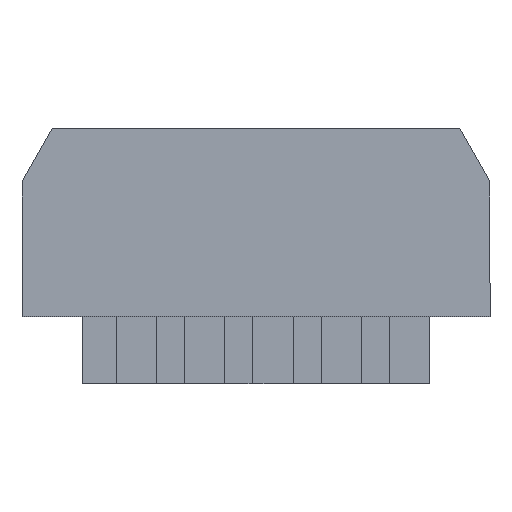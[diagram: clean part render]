
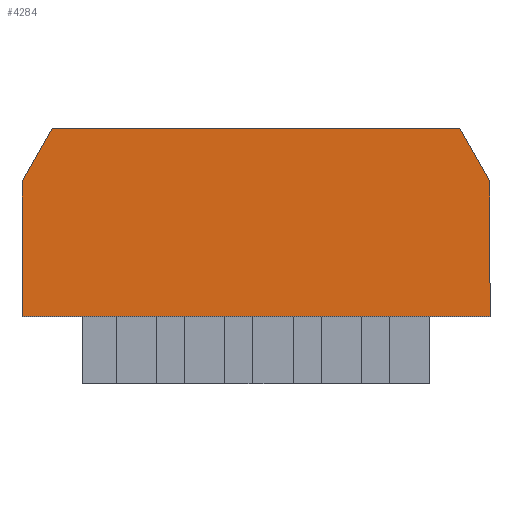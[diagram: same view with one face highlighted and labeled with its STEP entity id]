
A CAD part, top view. The second image highlights one B-rep face of the part: STEP entity #4284.
In plain terms, the highlighted planar face has unit normal (0, 0, 1).
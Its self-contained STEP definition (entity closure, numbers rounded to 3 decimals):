
#60 = VERTEX_POINT ( 'NONE', #3347 ) ;
#223 = LINE ( 'NONE', #1894, #3243 ) ;
#298 = DIRECTION ( 'NONE',  ( 0., 1., 0. ) ) ;
#343 = DIRECTION ( 'NONE',  ( 0., 0., 1. ) ) ;
#385 = DIRECTION ( 'NONE',  ( -0.49, 0.872, 0. ) ) ;
#493 = ORIENTED_EDGE ( 'NONE', *, *, #4867, .F. ) ;
#645 = CARTESIAN_POINT ( 'NONE',  ( 8.7, 0., 3. ) ) ;
#682 = ORIENTED_EDGE ( 'NONE', *, *, #2807, .F. ) ;
#696 = CARTESIAN_POINT ( 'NONE',  ( 8.7, -3.5, 3. ) ) ;
#898 = ORIENTED_EDGE ( 'NONE', *, *, #4614, .T. ) ;
#978 = VERTEX_POINT ( 'NONE', #1450 ) ;
#997 = VECTOR ( 'NONE', #4494, 1000. ) ;
#1004 = DIRECTION ( 'NONE',  ( 1., 0., 0. ) ) ;
#1341 = DIRECTION ( 'NONE',  ( 0.49, 0.872, 0. ) ) ;
#1450 = CARTESIAN_POINT ( 'NONE',  ( -7.575, 3.5, 3. ) ) ;
#1451 = PLANE ( 'NONE',  #1533 ) ;
#1533 = AXIS2_PLACEMENT_3D ( 'NONE', #1918, #343, #4230 ) ;
#1587 = LINE ( 'NONE', #2196, #2803 ) ;
#1665 = ORIENTED_EDGE ( 'NONE', *, *, #2813, .T. ) ;
#1813 = CARTESIAN_POINT ( 'NONE',  ( -8.7, 1.5, 3. ) ) ;
#1894 = CARTESIAN_POINT ( 'NONE',  ( -8.7, 0., 3. ) ) ;
#1918 = CARTESIAN_POINT ( 'NONE',  ( 0., 0., 3. ) ) ;
#2039 = VERTEX_POINT ( 'NONE', #4449 ) ;
#2080 = LINE ( 'NONE', #3598, #4491 ) ;
#2196 = CARTESIAN_POINT ( 'NONE',  ( 0., 3.5, 3. ) ) ;
#2334 = LINE ( 'NONE', #645, #4991 ) ;
#2575 = ORIENTED_EDGE ( 'NONE', *, *, #3675, .F. ) ;
#2614 = ORIENTED_EDGE ( 'NONE', *, *, #2639, .T. ) ;
#2639 = EDGE_CURVE ( 'NONE', #4350, #4732, #2334, .T. ) ;
#2791 = VERTEX_POINT ( 'NONE', #1813 ) ;
#2803 = VECTOR ( 'NONE', #1004, 1000. ) ;
#2807 = EDGE_CURVE ( 'NONE', #2791, #978, #4498, .T. ) ;
#2813 = EDGE_CURVE ( 'NONE', #60, #4350, #3722, .T. ) ;
#3243 = VECTOR ( 'NONE', #298, 1000. ) ;
#3324 = DIRECTION ( 'NONE',  ( 0., 1., 0. ) ) ;
#3347 = CARTESIAN_POINT ( 'NONE',  ( -8.7, -3.5, 3. ) ) ;
#3598 = CARTESIAN_POINT ( 'NONE',  ( 7.25, 4.078, 3. ) ) ;
#3670 = CARTESIAN_POINT ( 'NONE',  ( 0., -3.5, 3. ) ) ;
#3675 = EDGE_CURVE ( 'NONE', #60, #2791, #223, .T. ) ;
#3722 = LINE ( 'NONE', #3670, #997 ) ;
#3731 = CARTESIAN_POINT ( 'NONE',  ( 8.7, 1.5, 3. ) ) ;
#3946 = VECTOR ( 'NONE', #1341, 1000. ) ;
#4080 = CARTESIAN_POINT ( 'NONE',  ( -7.25, 4.078, 3. ) ) ;
#4230 = DIRECTION ( 'NONE',  ( 1., 0., 0. ) ) ;
#4284 = ADVANCED_FACE ( 'NONE', ( #4553 ), #1451, .T. ) ;
#4350 = VERTEX_POINT ( 'NONE', #696 ) ;
#4449 = CARTESIAN_POINT ( 'NONE',  ( 7.575, 3.5, 3. ) ) ;
#4491 = VECTOR ( 'NONE', #385, 1000. ) ;
#4494 = DIRECTION ( 'NONE',  ( 1., 0., 0. ) ) ;
#4498 = LINE ( 'NONE', #4080, #3946 ) ;
#4553 = FACE_OUTER_BOUND ( 'NONE', #4915, .T. ) ;
#4614 = EDGE_CURVE ( 'NONE', #4732, #2039, #2080, .T. ) ;
#4732 = VERTEX_POINT ( 'NONE', #3731 ) ;
#4867 = EDGE_CURVE ( 'NONE', #978, #2039, #1587, .T. ) ;
#4915 = EDGE_LOOP ( 'NONE', ( #2575, #1665, #2614, #898, #493, #682 ) ) ;
#4991 = VECTOR ( 'NONE', #3324, 1000. ) ;
